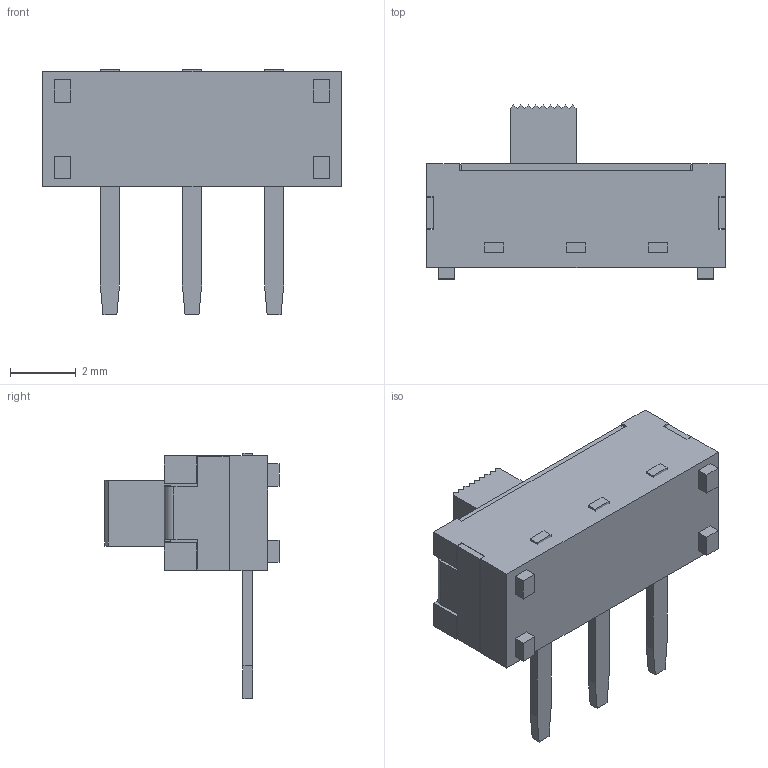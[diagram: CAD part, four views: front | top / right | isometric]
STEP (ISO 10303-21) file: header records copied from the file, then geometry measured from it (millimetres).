
FILE_DESCRIPTION (( 'STEP AP214' ), '1' );
FILE_NAME ('SLW-913535-2A-RA-D.STEP', '2024-08-29T11:06:42', ( '' ), ( '' ), 'SwSTEP 2.0', 'SolidWorks 2019', '' );
FILE_SCHEMA (( 'AUTOMOTIVE_DESIGN' ));
Length unit declared in the file: millimetre
Products named in the file (1): SLW-913535-2A-RA-D
Bounding box: 9.1 x 5.3 x 7.47 mm (x, y, z)
Volume: 108.3 mm3; surface area: 252 mm2
Topology: 8 solids, 8 shells, 170 faces, 425 edges, 278 vertices
Faces by surface type: plane 166, cylinder 4
Entity records: 5886 total; most frequent: CARTESIAN_POINT 874, ORIENTED_EDGE 850, DIRECTION 775, EDGE_CURVE 425, VECTOR 417, LINE 417, VERTEX_POINT 278, AXIS2_PLACEMENT_3D 179
